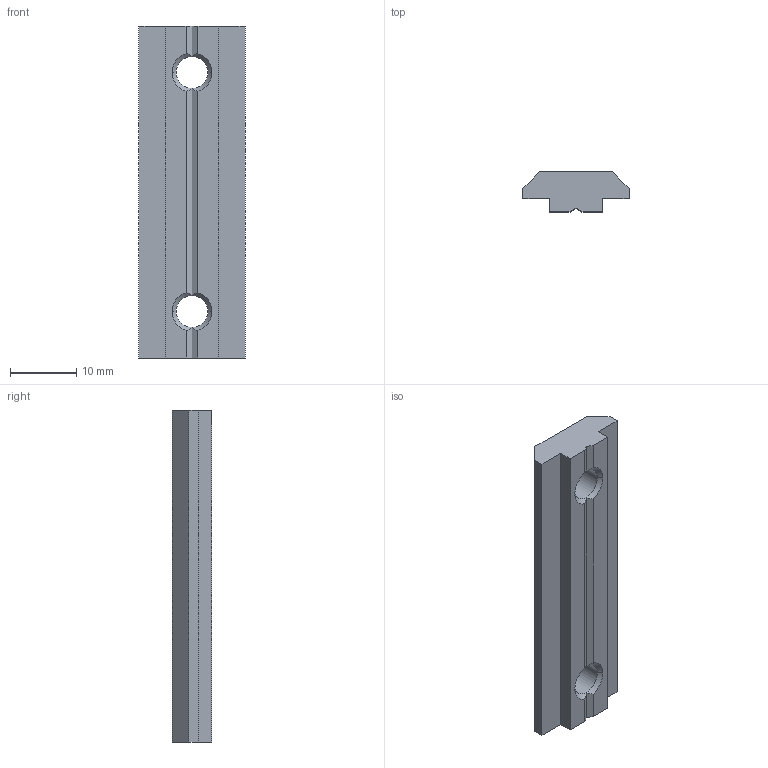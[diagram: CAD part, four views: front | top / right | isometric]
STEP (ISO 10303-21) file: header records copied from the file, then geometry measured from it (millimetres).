
FILE_DESCRIPTION(('STEP AP214'),'1');
FILE_NAME('cctmp_BC9BF8C2-EA98-411D-8BA7-E0AF32D000D6_2020_1_10_8_54_15_484..stp','2020-01-10T07:54:15',('Bosch Rexroth AG'),('CADClick - www.CADClick.com'),'Spatial InterOp 3D',' ','unknown authorization - (Healing Option Enabled)');
FILE_SCHEMA(('AUTOMOTIVE_DESIGN'));
Length unit declared in the file: millimetre
Products named in the file (1): 2020_01_10__08-54-15-484
Bounding box: 16 x 6 x 50 mm (x, y, z)
Volume: 3440.5 mm3; surface area: 2299.5 mm2
Topology: 1 solids, 1 shells, 31 faces, 85 edges, 54 vertices
Faces by surface type: plane 19, cone 8, cylinder 4
Entity records: 1263 total; most frequent: DIRECTION 177, CARTESIAN_POINT 171, ORIENTED_EDGE 170, EDGE_CURVE 85, AXIS2_PLACEMENT_3D 60, LINE 57, VECTOR 57, VERTEX_POINT 54
